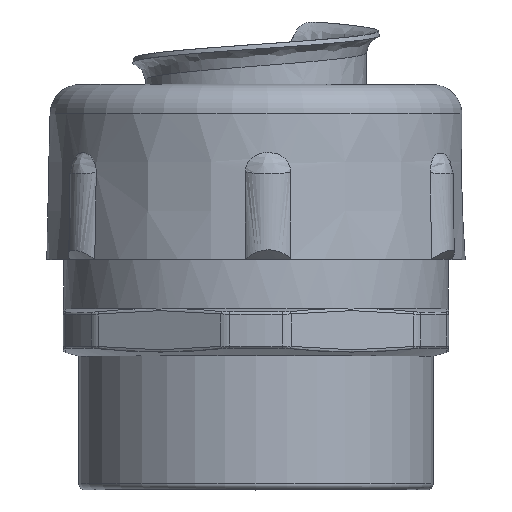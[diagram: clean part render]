
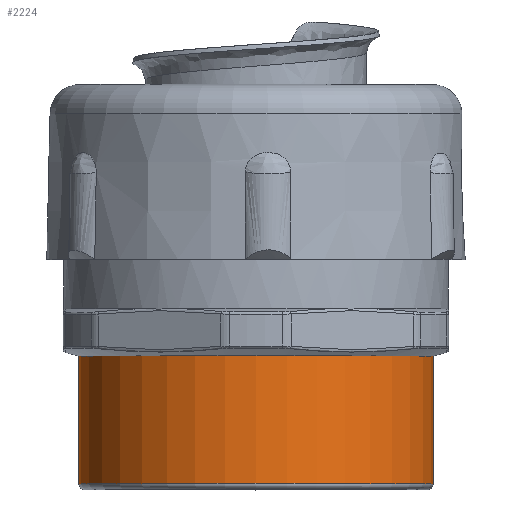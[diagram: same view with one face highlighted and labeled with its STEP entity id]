
A CAD part, top view. The second image highlights one B-rep face of the part: STEP entity #2224.
In plain terms, the highlighted cylindrical face has radius 15 mm (diameter 30 mm), a full revolution.
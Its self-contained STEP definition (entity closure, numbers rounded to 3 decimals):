
#537=FACE_OUTER_BOUND('',#675,.T.);
#675=EDGE_LOOP('',(#2047,#2048,#2049,#2050,#2051));
#716=LINE('',#6586,#754);
#754=VECTOR('',#2896,15.);
#837=CIRCLE('',#2375,15.);
#881=CIRCLE('',#2448,15.);
#883=CIRCLE('',#2450,15.);
#1031=VERTEX_POINT('',#5649);
#1084=VERTEX_POINT('',#6580);
#1085=VERTEX_POINT('',#6581);
#1307=EDGE_CURVE('',#1031,#1031,#837,.T.);
#1405=EDGE_CURVE('',#1084,#1085,#881,.T.);
#1407=EDGE_CURVE('',#1085,#1084,#883,.T.);
#1408=EDGE_CURVE('',#1031,#1084,#716,.T.);
#2047=ORIENTED_EDGE('',*,*,#1307,.F.);
#2048=ORIENTED_EDGE('',*,*,#1408,.T.);
#2049=ORIENTED_EDGE('',*,*,#1407,.F.);
#2050=ORIENTED_EDGE('',*,*,#1405,.F.);
#2051=ORIENTED_EDGE('',*,*,#1408,.F.);
#2095=CYLINDRICAL_SURFACE('',#2451,15.);
#2224=ADVANCED_FACE('',(#537),#2095,.T.);
#2375=AXIS2_PLACEMENT_3D('',#5651,#2728,#2729);
#2448=AXIS2_PLACEMENT_3D('',#6582,#2888,#2889);
#2450=AXIS2_PLACEMENT_3D('',#6584,#2892,#2893);
#2451=AXIS2_PLACEMENT_3D('',#6585,#2894,#2895);
#2728=DIRECTION('center_axis',(0.,1.,0.));
#2729=DIRECTION('ref_axis',(1.,0.,0.));
#2888=DIRECTION('center_axis',(0.,-1.,0.));
#2889=DIRECTION('ref_axis',(1.,0.,0.));
#2892=DIRECTION('center_axis',(0.,-1.,0.));
#2893=DIRECTION('ref_axis',(1.,0.,0.));
#2894=DIRECTION('center_axis',(0.,1.,0.));
#2895=DIRECTION('ref_axis',(-1.,0.,0.));
#2896=DIRECTION('',(0.,-1.,0.));
#5649=CARTESIAN_POINT('',(15.,11.3,0.));
#5651=CARTESIAN_POINT('Origin',(0.,11.3,0.));
#6580=CARTESIAN_POINT('',(15.,0.5,0.));
#6581=CARTESIAN_POINT('',(0.,0.5,-15.));
#6582=CARTESIAN_POINT('Origin',(0.,0.5,0.));
#6584=CARTESIAN_POINT('Origin',(0.,0.5,0.));
#6585=CARTESIAN_POINT('Origin',(0.,5.65,0.));
#6586=CARTESIAN_POINT('',(15.,5.65,0.));
